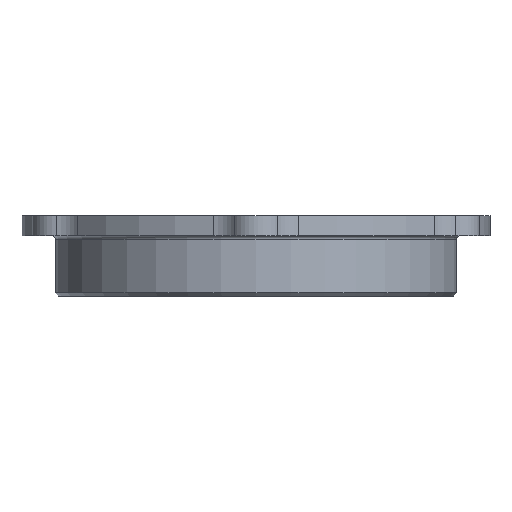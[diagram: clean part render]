
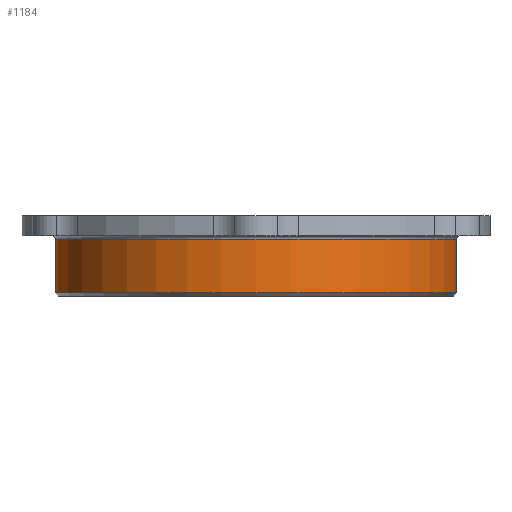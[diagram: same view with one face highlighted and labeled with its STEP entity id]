
A CAD part, front view. The second image highlights one B-rep face of the part: STEP entity #1184.
In plain terms, the highlighted cylindrical face has radius 30 mm (diameter 60 mm), a partial arc.
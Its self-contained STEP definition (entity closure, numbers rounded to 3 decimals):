
#22 = DIRECTION ( 'NONE',  ( 1., 0., 0. ) ) ;
#59 = CARTESIAN_POINT ( 'NONE',  ( -30., 0., 73.181 ) ) ;
#186 = AXIS2_PLACEMENT_3D ( 'NONE', #2450, #2915, #2213 ) ;
#237 = ORIENTED_EDGE ( 'NONE', *, *, #2236, .F. ) ;
#292 = VERTEX_POINT ( 'NONE', #403 ) ;
#331 = LINE ( 'NONE', #59, #672 ) ;
#403 = CARTESIAN_POINT ( 'NONE',  ( 30., 0., 0.5 ) ) ;
#484 = ORIENTED_EDGE ( 'NONE', *, *, #1358, .T. ) ;
#584 = VECTOR ( 'NONE', #869, 1000. ) ;
#597 = CARTESIAN_POINT ( 'NONE',  ( 30., 0., 73.181 ) ) ;
#672 = VECTOR ( 'NONE', #1025, 1000. ) ;
#696 = DIRECTION ( 'NONE',  ( 1., 0., 0. ) ) ;
#736 = CARTESIAN_POINT ( 'NONE',  ( 0., 0., 0.5 ) ) ;
#795 = ORIENTED_EDGE ( 'NONE', *, *, #2008, .T. ) ;
#855 = CIRCLE ( 'NONE', #2952, 30. ) ;
#869 = DIRECTION ( 'NONE',  ( 0., 0., 1. ) ) ;
#1025 = DIRECTION ( 'NONE',  ( 0., 0., 1. ) ) ;
#1032 = DIRECTION ( 'NONE',  ( 0., 0., 1. ) ) ;
#1069 = LINE ( 'NONE', #597, #584 ) ;
#1184 = ADVANCED_FACE ( 'NONE', ( #2636 ), #1539, .T. ) ;
#1336 = ORIENTED_EDGE ( 'NONE', *, *, #2356, .T. ) ;
#1350 = VERTEX_POINT ( 'NONE', #1470 ) ;
#1358 = EDGE_CURVE ( 'NONE', #1350, #292, #2129, .T. ) ;
#1470 = CARTESIAN_POINT ( 'NONE',  ( -30., 0., 0.5 ) ) ;
#1539 = CYLINDRICAL_SURFACE ( 'NONE', #186, 30. ) ;
#1639 = CARTESIAN_POINT ( 'NONE',  ( -30., 0., 8.5 ) ) ;
#1799 = EDGE_LOOP ( 'NONE', ( #237, #484, #1336, #795 ) ) ;
#1896 = AXIS2_PLACEMENT_3D ( 'NONE', #736, #1032, #22 ) ;
#2008 = EDGE_CURVE ( 'NONE', #2149, #2716, #855, .T. ) ;
#2129 = CIRCLE ( 'NONE', #1896, 30. ) ;
#2149 = VERTEX_POINT ( 'NONE', #2617 ) ;
#2213 = DIRECTION ( 'NONE',  ( 1., 0., 0. ) ) ;
#2236 = EDGE_CURVE ( 'NONE', #1350, #2716, #331, .T. ) ;
#2356 = EDGE_CURVE ( 'NONE', #292, #2149, #1069, .T. ) ;
#2450 = CARTESIAN_POINT ( 'NONE',  ( 0., 0., 73.181 ) ) ;
#2517 = DIRECTION ( 'NONE',  ( 0., 0., -1. ) ) ;
#2617 = CARTESIAN_POINT ( 'NONE',  ( 30., 0., 8.5 ) ) ;
#2636 = FACE_OUTER_BOUND ( 'NONE', #1799, .T. ) ;
#2716 = VERTEX_POINT ( 'NONE', #1639 ) ;
#2729 = CARTESIAN_POINT ( 'NONE',  ( 0., 0., 8.5 ) ) ;
#2915 = DIRECTION ( 'NONE',  ( 0., 0., 1. ) ) ;
#2952 = AXIS2_PLACEMENT_3D ( 'NONE', #2729, #2517, #696 ) ;
